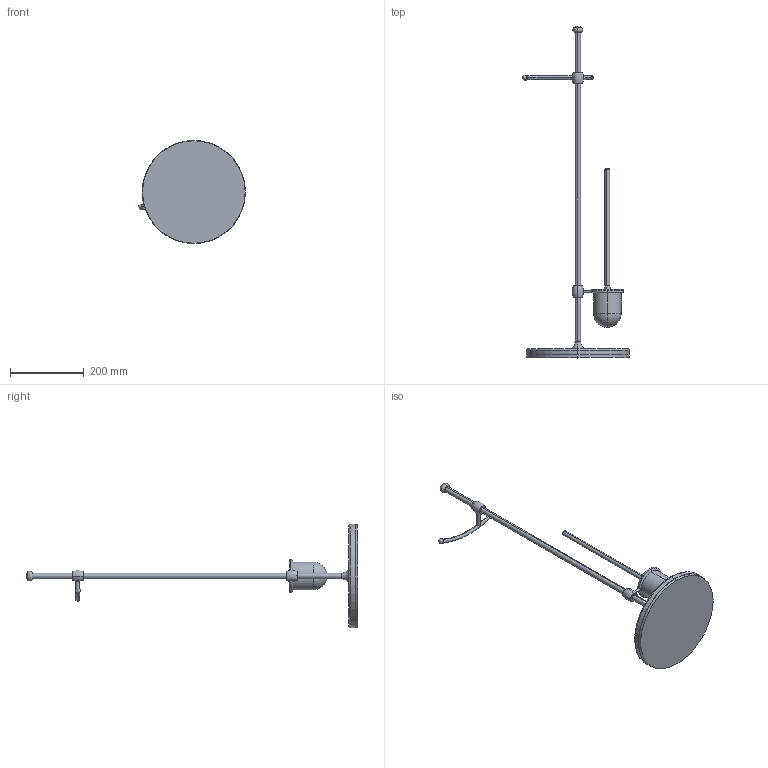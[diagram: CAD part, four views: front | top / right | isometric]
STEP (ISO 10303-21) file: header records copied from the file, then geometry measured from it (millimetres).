
FILE_DESCRIPTION (( 'STEP AP203' ), '1' );
FILE_NAME ('22491 - VENUS.STEP', '2013-04-06T10:55:23', ( '' ), ( '' ), 'SwSTEP 2.0', 'SolidWorks 2012', '' );
FILE_SCHEMA (( 'CONFIG_CONTROL_DESIGN' ));
Length unit declared in the file: millimetre
Products named in the file (6): TS-03 - d2; 22491 - VENUS; TS-03 - d3; TS-03 - d1; TTTTS-02 - ramiê 1 ; TTTTS-01 - stojak
Assembly tree (5 placements, depth 2):
  22491 - VENUS
    TTTTS-01 - stojak
    TTTTS-02 - ramiê 1 
    TS-03 - d1
    TS-03 - d3
    TS-03 - d2
Bounding box: 289.99 x 900 x 280 mm (x, y, z)
Volume: 2044360.9 mm3; surface area: 291381.2 mm2
Topology: 5 solids, 5 shells, 102 faces, 222 edges, 135 vertices
Faces by surface type: cylinder 38, torus 37, plane 21, sphere 4, bspline 2
Entity records: 4254 total; most frequent: CARTESIAN_POINT 1332, DIRECTION 558, ORIENTED_EDGE 436, AXIS2_PLACEMENT_3D 259, EDGE_CURVE 218, CIRCLE 151, VERTEX_POINT 133, EDGE_LOOP 117
